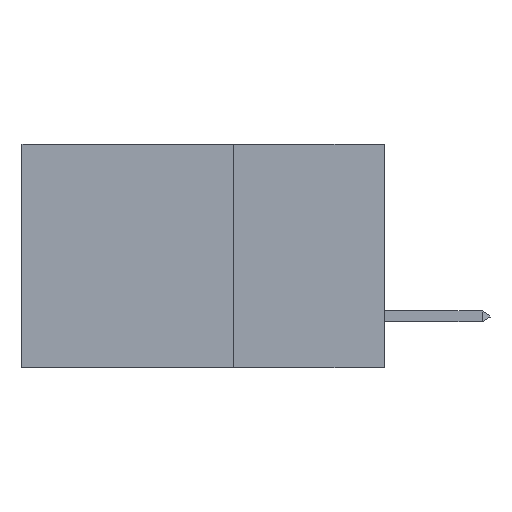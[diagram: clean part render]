
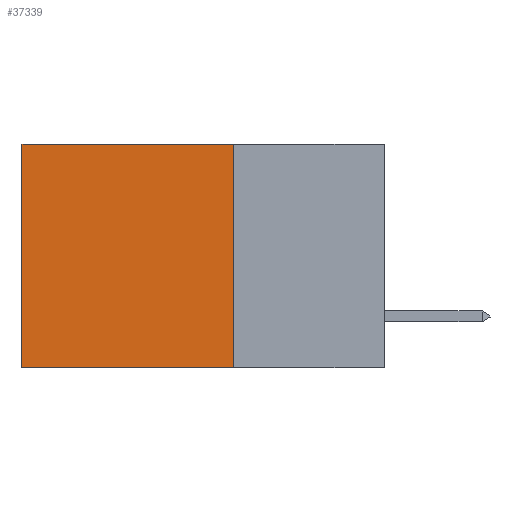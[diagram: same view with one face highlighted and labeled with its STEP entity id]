
A CAD part, left-side view. The second image highlights one B-rep face of the part: STEP entity #37339.
In plain terms, the highlighted planar face has unit normal (-1, 0, 0).
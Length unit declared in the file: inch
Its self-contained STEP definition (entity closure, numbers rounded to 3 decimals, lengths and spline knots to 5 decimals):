
#492 = EDGE_CURVE ( 'NONE', #2326, #42051, #33276, .T. ) ;
#2326 = VERTEX_POINT ( 'NONE', #12310 ) ;
#2424 = VECTOR ( 'NONE', #32838, 39.37008 ) ;
#6142 = EDGE_CURVE ( 'NONE', #42051, #23575, #26163, .T. ) ;
#6751 = CARTESIAN_POINT ( 'NONE',  ( 0.2875, 0.25, 0. ) ) ;
#8573 = VERTEX_POINT ( 'NONE', #24454 ) ;
#8954 = CARTESIAN_POINT ( 'NONE',  ( 0.2875, 0.25, 0. ) ) ;
#9133 = ORIENTED_EDGE ( 'NONE', *, *, #6142, .F. ) ;
#9357 = FACE_OUTER_BOUND ( 'NONE', #22973, .T. ) ;
#12310 = CARTESIAN_POINT ( 'NONE',  ( 0.2875, 0.25, 0. ) ) ;
#12468 = LINE ( 'NONE', #42243, #2424 ) ;
#12482 = PLANE ( 'NONE',  #31584 ) ;
#14184 = EDGE_CURVE ( 'NONE', #2326, #8573, #15999, .T. ) ;
#15382 = DIRECTION ( 'NONE',  ( 1., 0., 0. ) ) ;
#15496 = EDGE_CURVE ( 'NONE', #8573, #23575, #12468, .T. ) ;
#15999 = LINE ( 'NONE', #6751, #33289 ) ;
#16520 = CARTESIAN_POINT ( 'NONE',  ( 0.2875, 0.25, -0.37 ) ) ;
#17810 = DIRECTION ( 'NONE',  ( 0., 0., -1. ) ) ;
#19075 = ORIENTED_EDGE ( 'NONE', *, *, #492, .F. ) ;
#19352 = VECTOR ( 'NONE', #40114, 39.37008 ) ;
#19416 = CARTESIAN_POINT ( 'NONE',  ( 0.2875, 0.25, -0.37 ) ) ;
#21054 = ORIENTED_EDGE ( 'NONE', *, *, #14184, .T. ) ;
#22973 = EDGE_LOOP ( 'NONE', ( #35206, #9133, #19075, #21054 ) ) ;
#23575 = VERTEX_POINT ( 'NONE', #27001 ) ;
#23965 = CARTESIAN_POINT ( 'NONE',  ( 0.2875, 0.25, 0. ) ) ;
#24454 = CARTESIAN_POINT ( 'NONE',  ( 0.2875, 0.6, 0. ) ) ;
#26163 = LINE ( 'NONE', #16520, #19352 ) ;
#27001 = CARTESIAN_POINT ( 'NONE',  ( 0.2875, 0.6, -0.37 ) ) ;
#31584 = AXIS2_PLACEMENT_3D ( 'NONE', #8954, #15382, #35725 ) ;
#32227 = VECTOR ( 'NONE', #17810, 39.37008 ) ;
#32838 = DIRECTION ( 'NONE',  ( 0., 0., -1. ) ) ;
#33276 = LINE ( 'NONE', #23965, #32227 ) ;
#33289 = VECTOR ( 'NONE', #40279, 39.37008 ) ;
#35206 = ORIENTED_EDGE ( 'NONE', *, *, #15496, .T. ) ;
#35725 = DIRECTION ( 'NONE',  ( 0., 0., -1. ) ) ;
#37339 = ADVANCED_FACE ( 'NONE', ( #9357 ), #12482, .F. ) ;
#40114 = DIRECTION ( 'NONE',  ( 0., 1., 0. ) ) ;
#40279 = DIRECTION ( 'NONE',  ( 0., 1., 0. ) ) ;
#42051 = VERTEX_POINT ( 'NONE', #19416 ) ;
#42243 = CARTESIAN_POINT ( 'NONE',  ( 0.2875, 0.6, 0. ) ) ;
